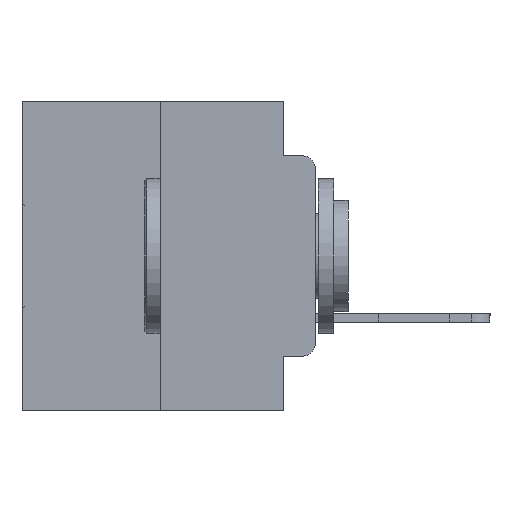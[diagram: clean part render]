
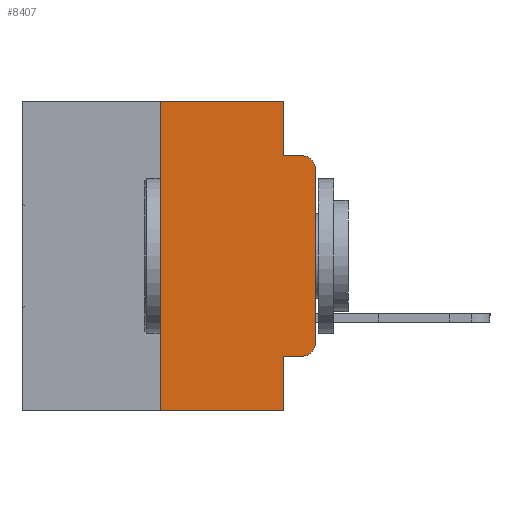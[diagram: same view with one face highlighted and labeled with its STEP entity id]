
A CAD part, left-side view. The second image highlights one B-rep face of the part: STEP entity #8407.
In plain terms, the highlighted planar face has unit normal (-1, 0, 0).
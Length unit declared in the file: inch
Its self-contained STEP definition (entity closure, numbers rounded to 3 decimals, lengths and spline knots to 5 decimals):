
#333 = VECTOR ( 'NONE', #13726, 39.37008 ) ;
#1269 = ORIENTED_EDGE ( 'NONE', *, *, #26679, .F. ) ;
#1288 = ORIENTED_EDGE ( 'NONE', *, *, #30743, .T. ) ;
#1570 = VECTOR ( 'NONE', #14401, 39.37008 ) ;
#2524 = CARTESIAN_POINT ( 'NONE',  ( 0., 0.02, -0.4115 ) ) ;
#3196 = EDGE_CURVE ( 'NONE', #19047, #12528, #12226, .T. ) ;
#3259 = AXIS2_PLACEMENT_3D ( 'NONE', #21897, #7522, #24218 ) ;
#3746 = VERTEX_POINT ( 'NONE', #17801 ) ;
#4103 = CARTESIAN_POINT ( 'NONE',  ( 0., 0.02, -0.1085 ) ) ;
#5269 = VERTEX_POINT ( 'NONE', #2524 ) ;
#5398 = LINE ( 'NONE', #5947, #29770 ) ;
#5620 = ORIENTED_EDGE ( 'NONE', *, *, #28704, .T. ) ;
#5943 = VERTEX_POINT ( 'NONE', #28842 ) ;
#5947 = CARTESIAN_POINT ( 'NONE',  ( 0., 0.051, -0.4115 ) ) ;
#6505 = ORIENTED_EDGE ( 'NONE', *, *, #26244, .T. ) ;
#6593 = DIRECTION ( 'NONE',  ( 0., 0., -1. ) ) ;
#6652 = AXIS2_PLACEMENT_3D ( 'NONE', #10099, #26616, #12500 ) ;
#6958 = VECTOR ( 'NONE', #16313, 39.37008 ) ;
#7522 = DIRECTION ( 'NONE',  ( 1., 0., 0. ) ) ;
#8407 = ADVANCED_FACE ( 'NONE', ( #27826 ), #19572, .F. ) ;
#8856 = VERTEX_POINT ( 'NONE', #9169 ) ;
#9169 = CARTESIAN_POINT ( 'NONE',  ( 0., 0., -0.1085 ) ) ;
#10099 = CARTESIAN_POINT ( 'NONE',  ( 0., 0.02, -0.3915 ) ) ;
#10213 = ORIENTED_EDGE ( 'NONE', *, *, #24183, .F. ) ;
#10354 = CARTESIAN_POINT ( 'NONE',  ( 0., 0.051, 0. ) ) ;
#10776 = VECTOR ( 'NONE', #14014, 39.37008 ) ;
#10830 = DIRECTION ( 'NONE',  ( 0., -1., 0. ) ) ;
#11298 = CARTESIAN_POINT ( 'NONE',  ( 0., 0.051, 0. ) ) ;
#11880 = CIRCLE ( 'NONE', #6652, 0.02 ) ;
#12122 = CARTESIAN_POINT ( 'NONE',  ( 0., 0.051, -0.5 ) ) ;
#12226 = LINE ( 'NONE', #21361, #26258 ) ;
#12431 = ORIENTED_EDGE ( 'NONE', *, *, #30192, .T. ) ;
#12500 = DIRECTION ( 'NONE',  ( 0., 0., -1. ) ) ;
#12528 = VERTEX_POINT ( 'NONE', #12122 ) ;
#12775 = LINE ( 'NONE', #25005, #18456 ) ;
#13682 = VERTEX_POINT ( 'NONE', #22664 ) ;
#13726 = DIRECTION ( 'NONE',  ( 0., 0., -1. ) ) ;
#13906 = CARTESIAN_POINT ( 'NONE',  ( 0., 0., 0. ) ) ;
#14009 = ORIENTED_EDGE ( 'NONE', *, *, #3196, .F. ) ;
#14014 = DIRECTION ( 'NONE',  ( 0., 0., 1. ) ) ;
#14190 = LINE ( 'NONE', #15268, #25960 ) ;
#14401 = DIRECTION ( 'NONE',  ( 0., 0., 1. ) ) ;
#14654 = EDGE_CURVE ( 'NONE', #5943, #15080, #14680, .T. ) ;
#14680 = LINE ( 'NONE', #30613, #1570 ) ;
#15080 = VERTEX_POINT ( 'NONE', #23039 ) ;
#15268 = CARTESIAN_POINT ( 'NONE',  ( 0., 0.051, -0.0885 ) ) ;
#16313 = DIRECTION ( 'NONE',  ( 0., -1., 0. ) ) ;
#17180 = LINE ( 'NONE', #13906, #10776 ) ;
#17740 = DIRECTION ( 'NONE',  ( 0., -1., 0. ) ) ;
#17801 = CARTESIAN_POINT ( 'NONE',  ( 0., 0.02, -0.0885 ) ) ;
#18420 = LINE ( 'NONE', #11298, #333 ) ;
#18456 = VECTOR ( 'NONE', #20409, 39.37008 ) ;
#19047 = VERTEX_POINT ( 'NONE', #29842 ) ;
#19572 = PLANE ( 'NONE',  #3259 ) ;
#19829 = LINE ( 'NONE', #23389, #6958 ) ;
#20409 = DIRECTION ( 'NONE',  ( 0., -1., 0. ) ) ;
#20781 = ORIENTED_EDGE ( 'NONE', *, *, #25667, .F. ) ;
#21051 = DIRECTION ( 'NONE',  ( -1., 0., 0. ) ) ;
#21361 = CARTESIAN_POINT ( 'NONE',  ( 0., 0.051, 0. ) ) ;
#21429 = VERTEX_POINT ( 'NONE', #10354 ) ;
#21862 = DIRECTION ( 'NONE',  ( 0., 0., -1. ) ) ;
#21897 = CARTESIAN_POINT ( 'NONE',  ( 0., 0.473, 0. ) ) ;
#22664 = CARTESIAN_POINT ( 'NONE',  ( 0., 0.051, -0.0885 ) ) ;
#22688 = EDGE_LOOP ( 'NONE', ( #12431, #5620, #20781, #10213, #1269, #28997, #25114, #14009, #1288, #6505 ) ) ;
#22848 = CIRCLE ( 'NONE', #28462, 0.02 ) ;
#23039 = CARTESIAN_POINT ( 'NONE',  ( 0., 0.25, 0. ) ) ;
#23050 = EDGE_CURVE ( 'NONE', #5943, #12528, #12775, .T. ) ;
#23389 = CARTESIAN_POINT ( 'NONE',  ( 0., 0.473, 0. ) ) ;
#24183 = EDGE_CURVE ( 'NONE', #21429, #13682, #18420, .T. ) ;
#24218 = DIRECTION ( 'NONE',  ( 0., 0., -1. ) ) ;
#25005 = CARTESIAN_POINT ( 'NONE',  ( 0., 0.473, -0.5 ) ) ;
#25114 = ORIENTED_EDGE ( 'NONE', *, *, #23050, .T. ) ;
#25667 = EDGE_CURVE ( 'NONE', #13682, #3746, #14190, .T. ) ;
#25960 = VECTOR ( 'NONE', #17740, 39.37008 ) ;
#26244 = EDGE_CURVE ( 'NONE', #5269, #29807, #11880, .T. ) ;
#26258 = VECTOR ( 'NONE', #21862, 39.37008 ) ;
#26616 = DIRECTION ( 'NONE',  ( -1., 0., 0. ) ) ;
#26679 = EDGE_CURVE ( 'NONE', #15080, #21429, #19829, .T. ) ;
#27826 = FACE_OUTER_BOUND ( 'NONE', #22688, .T. ) ;
#28462 = AXIS2_PLACEMENT_3D ( 'NONE', #4103, #21051, #6593 ) ;
#28704 = EDGE_CURVE ( 'NONE', #8856, #3746, #22848, .T. ) ;
#28842 = CARTESIAN_POINT ( 'NONE',  ( 0., 0.25, -0.5 ) ) ;
#28997 = ORIENTED_EDGE ( 'NONE', *, *, #14654, .F. ) ;
#29111 = CARTESIAN_POINT ( 'NONE',  ( 0., 0., -0.3915 ) ) ;
#29770 = VECTOR ( 'NONE', #10830, 39.37008 ) ;
#29807 = VERTEX_POINT ( 'NONE', #29111 ) ;
#29842 = CARTESIAN_POINT ( 'NONE',  ( 0., 0.051, -0.4115 ) ) ;
#30192 = EDGE_CURVE ( 'NONE', #29807, #8856, #17180, .T. ) ;
#30613 = CARTESIAN_POINT ( 'NONE',  ( 0., 0.25, 0. ) ) ;
#30743 = EDGE_CURVE ( 'NONE', #19047, #5269, #5398, .T. ) ;
